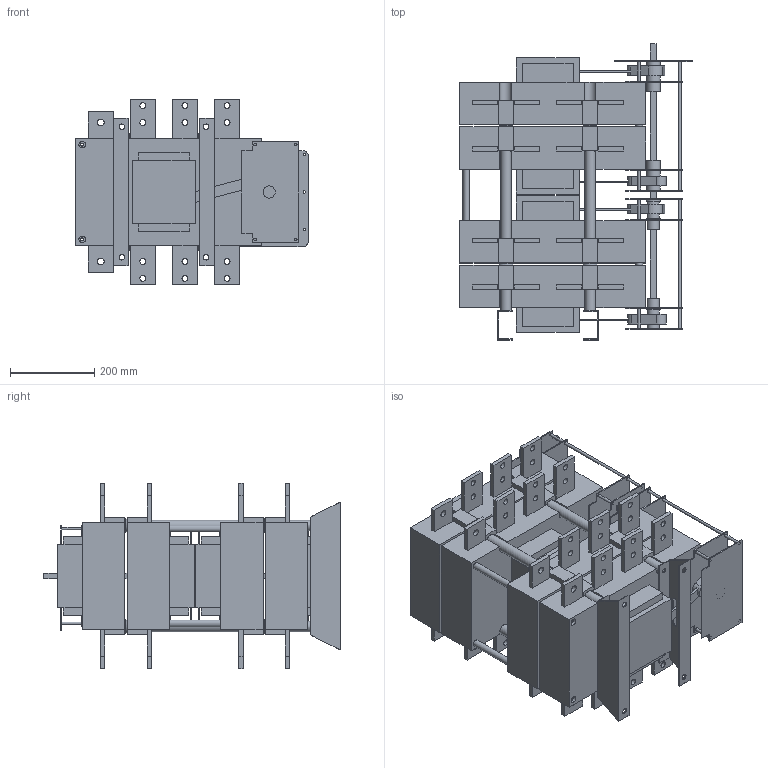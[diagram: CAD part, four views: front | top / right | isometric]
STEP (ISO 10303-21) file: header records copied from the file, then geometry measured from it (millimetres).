
FILE_DESCRIPTION((''),'2;1');
FILE_NAME('SF31503NSO.stp','2013-09-06T08:39:05',('idi'),(''),'Autodesk Inventor 2010','Autodesk Inventor 2010','');
FILE_SCHEMA(('AUTOMOTIVE_DESIGN { 1 0 10303 214 1 1 1 1 }'));
Length unit declared in the file: millimetre
Products named in the file (1): Pieza3
Bounding box: 551.5 x 703.5 x 441 mm (x, y, z)
Volume: 54895431.3 mm3; surface area: 3104302.3 mm2
Topology: 1 solids, 2 shells, 894 faces, 2415 edges, 1612 vertices
Faces by surface type: plane 653, cylinder 184, cone 32, bspline 24, torus 1
Full cylindrical faces by diameter (mm): 5.5 x6, 6.5 x20, 7 x6, 10.5 x8, 11 x12, 13 x4, 14.1 x48, 16 x10, 16.2 x8, 24.053 x1, 25 x8, 29 x3, 29.1 x5, 34 x9, 80 x2
Entity records: 27908 total; most frequent: CARTESIAN_POINT 4957, ORIENTED_EDGE 4298, DIRECTION 4296, EDGE_CURVE 2149, VECTOR 1648, LINE 1648, VERTEX_POINT 1529, EDGE_LOOP 1408
